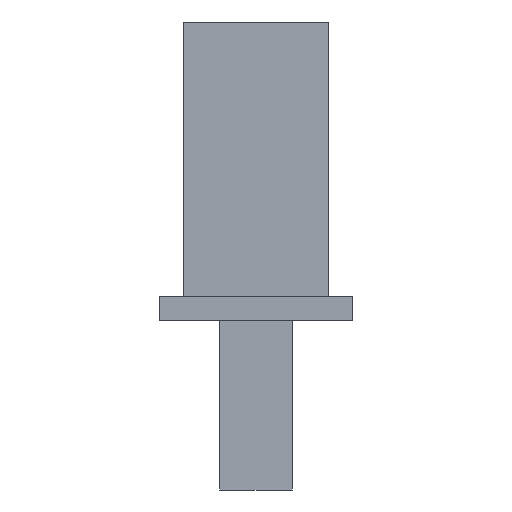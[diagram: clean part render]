
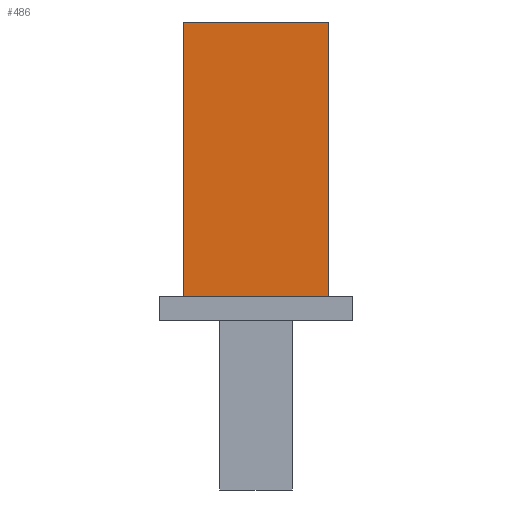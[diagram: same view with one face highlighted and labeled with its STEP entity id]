
A CAD part, front view. The second image highlights one B-rep face of the part: STEP entity #486.
In plain terms, the highlighted planar face has unit normal (0, -1, 0).
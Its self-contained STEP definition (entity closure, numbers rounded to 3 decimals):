
#68=FACE_OUTER_BOUND('',#101,.T.);
#101=EDGE_LOOP('',(#415,#416,#417,#418));
#142=LINE('',#789,#192);
#150=LINE('',#804,#200);
#151=LINE('',#806,#201);
#152=LINE('',#807,#202);
#192=VECTOR('',#654,10.);
#200=VECTOR('',#666,10.);
#201=VECTOR('',#669,10.);
#202=VECTOR('',#670,10.);
#242=VERTEX_POINT('',#785);
#244=VERTEX_POINT('',#788);
#248=VERTEX_POINT('',#800);
#249=VERTEX_POINT('',#802);
#300=EDGE_CURVE('',#242,#244,#142,.T.);
#308=EDGE_CURVE('',#248,#249,#150,.T.);
#309=EDGE_CURVE('',#248,#242,#151,.T.);
#310=EDGE_CURVE('',#244,#249,#152,.T.);
#415=ORIENTED_EDGE('',*,*,#309,.F.);
#416=ORIENTED_EDGE('',*,*,#308,.T.);
#417=ORIENTED_EDGE('',*,*,#310,.F.);
#418=ORIENTED_EDGE('',*,*,#300,.F.);
#460=PLANE('',#550);
#486=ADVANCED_FACE('',(#68),#460,.T.);
#550=AXIS2_PLACEMENT_3D('',#805,#667,#668);
#654=DIRECTION('',(0.,0.,1.));
#666=DIRECTION('',(0.,0.,1.));
#667=DIRECTION('center_axis',(0.,-1.,0.));
#668=DIRECTION('ref_axis',(1.,0.,0.));
#669=DIRECTION('',(-1.,0.,0.));
#670=DIRECTION('',(1.,0.,0.));
#785=CARTESIAN_POINT('',(-9.,-50.,3.));
#788=CARTESIAN_POINT('',(-9.,-50.,37.));
#789=CARTESIAN_POINT('',(-9.,-50.,3.));
#800=CARTESIAN_POINT('',(9.,-50.,3.));
#802=CARTESIAN_POINT('',(9.,-50.,37.));
#804=CARTESIAN_POINT('',(9.,-50.,3.));
#805=CARTESIAN_POINT('Origin',(-9.,-50.,3.));
#806=CARTESIAN_POINT('',(-4.5,-50.,3.));
#807=CARTESIAN_POINT('',(-9.,-50.,37.));
